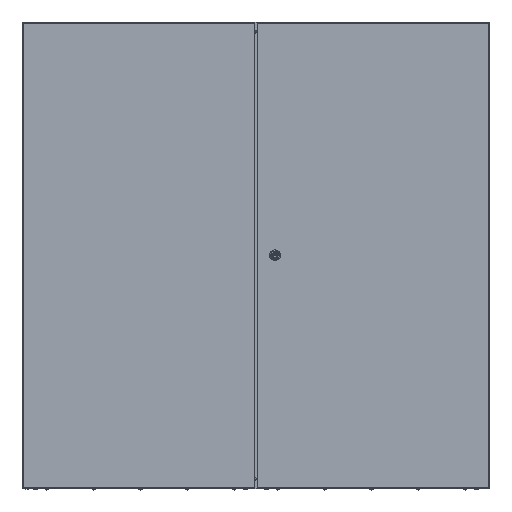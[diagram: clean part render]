
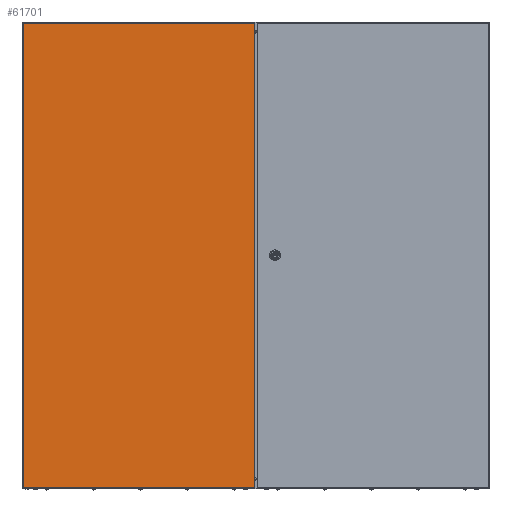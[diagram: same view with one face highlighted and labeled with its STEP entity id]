
A CAD part, top view. The second image highlights one B-rep face of the part: STEP entity #61701.
In plain terms, the highlighted planar face has unit normal (0, 0, 1).
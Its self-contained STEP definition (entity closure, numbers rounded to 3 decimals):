
#67 = LINE ( 'NONE', #68106, #82914 ) ;
#716 = ORIENTED_EDGE ( 'NONE', *, *, #25476, .T. ) ;
#1663 = EDGE_CURVE ( 'NONE', #8798, #111353, #70720, .T. ) ;
#2183 = DIRECTION ( 'NONE',  ( 1., 0., 0. ) ) ;
#6160 = DIRECTION ( 'NONE',  ( -1., 0., 0. ) ) ;
#8798 = VERTEX_POINT ( 'NONE', #54631 ) ;
#10209 = CARTESIAN_POINT ( 'NONE',  ( 2.63, 3., 17.5 ) ) ;
#14647 = AXIS2_PLACEMENT_3D ( 'NONE', #87655, #72734, #18560 ) ;
#18001 = VERTEX_POINT ( 'NONE', #84995 ) ;
#18560 = DIRECTION ( 'NONE',  ( 1., 0., 0. ) ) ;
#25476 = EDGE_CURVE ( 'NONE', #18001, #8798, #54308, .T. ) ;
#29541 = VECTOR ( 'NONE', #6160, 1000. ) ;
#36112 = CARTESIAN_POINT ( 'NONE',  ( 2.63, 1197., 17.5 ) ) ;
#40437 = CARTESIAN_POINT ( 'NONE',  ( 2.63, 1197., 17.5 ) ) ;
#46767 = ORIENTED_EDGE ( 'NONE', *, *, #66511, .T. ) ;
#52060 = DIRECTION ( 'NONE',  ( 0., 1., 0. ) ) ;
#53190 = DIRECTION ( 'NONE',  ( 0., -1., 0. ) ) ;
#54308 = LINE ( 'NONE', #36112, #81163 ) ;
#54631 = CARTESIAN_POINT ( 'NONE',  ( 2.63, 3., 17.5 ) ) ;
#55045 = PLANE ( 'NONE',  #14647 ) ;
#55689 = VERTEX_POINT ( 'NONE', #73395 ) ;
#56213 = EDGE_CURVE ( 'NONE', #55689, #18001, #102528, .T. ) ;
#61701 = ADVANCED_FACE ( 'NONE', ( #62448 ), #55045, .T. ) ;
#61934 = VECTOR ( 'NONE', #2183, 1000. ) ;
#62448 = FACE_OUTER_BOUND ( 'NONE', #99515, .T. ) ;
#66511 = EDGE_CURVE ( 'NONE', #111353, #55689, #67, .T. ) ;
#66793 = CARTESIAN_POINT ( 'NONE',  ( 597.13, 3., 17.5 ) ) ;
#68106 = CARTESIAN_POINT ( 'NONE',  ( 597.13, 1197., 17.5 ) ) ;
#70720 = LINE ( 'NONE', #10209, #61934 ) ;
#72734 = DIRECTION ( 'NONE',  ( 0., 0., 1. ) ) ;
#73395 = CARTESIAN_POINT ( 'NONE',  ( 597.13, 1197., 17.5 ) ) ;
#81163 = VECTOR ( 'NONE', #53190, 1000. ) ;
#82914 = VECTOR ( 'NONE', #52060, 1000. ) ;
#84995 = CARTESIAN_POINT ( 'NONE',  ( 2.63, 1197., 17.5 ) ) ;
#87655 = CARTESIAN_POINT ( 'NONE',  ( 0., 0., 17.5 ) ) ;
#89794 = ORIENTED_EDGE ( 'NONE', *, *, #56213, .T. ) ;
#99515 = EDGE_LOOP ( 'NONE', ( #716, #107619, #46767, #89794 ) ) ;
#102528 = LINE ( 'NONE', #40437, #29541 ) ;
#107619 = ORIENTED_EDGE ( 'NONE', *, *, #1663, .T. ) ;
#111353 = VERTEX_POINT ( 'NONE', #66793 ) ;
